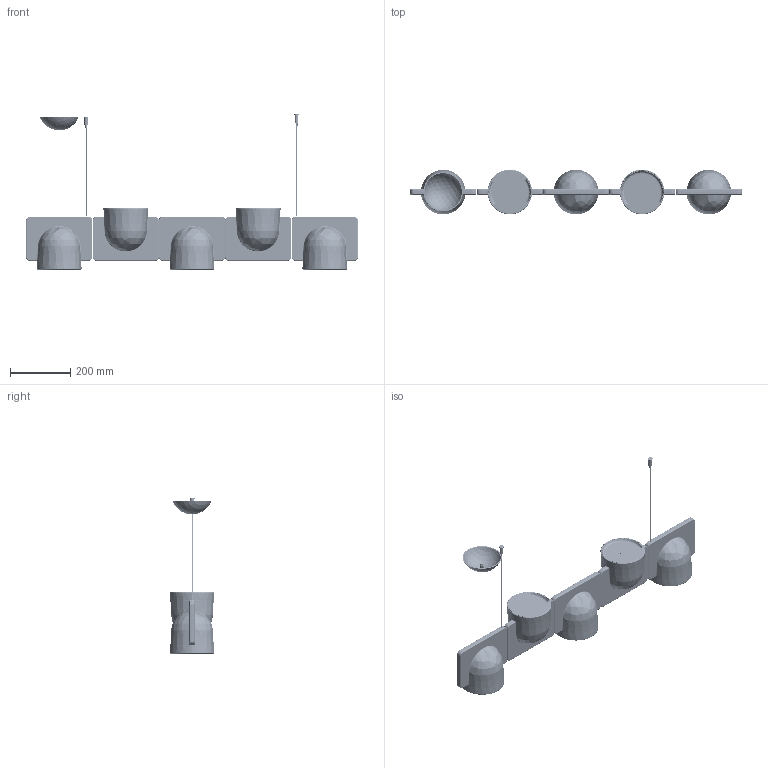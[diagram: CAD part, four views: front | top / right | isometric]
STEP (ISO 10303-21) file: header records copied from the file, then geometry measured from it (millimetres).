
FILE_DESCRIPTION(/* description */ (''),/* implementation_level */ '2;1');
FILE_NAME(/* name */ 'F426990300xxLE.stp',/* time_stamp */ '2020-01-21T10:38:41+01:00',/* author */ ('sghezzi'),/* organization */ (''),/* preprocessor_version */ 'ST-DEVELOPER v17.2',/* originating_system */ 'Autodesk Inventor 2019',/* authorisation */ '');
FILE_SCHEMA (('AUTOMOTIVE_DESIGN { 1 0 10303 214 3 1 1 }'));
Products named in the file (10): F426990300xxLE; 003419604; TIRANTE ACCIAIO_MIR2; 003426800_ITALSTAMP_08_05_2014_MIR4_MIR; 003426800_ITALSTAMP_08_05_2014_MIR4_MIR_MIR_MIR; TIRANTE ACCIAIO_MIR2_MIR5; 003426803; TIRANTE SACLA; 003426800_ITALSTAMP_08_05_2014; 003426800_ITALSTAMP_08_05_2014_MIR5
Assembly tree (20 placements, depth 2):
  F426990300xxLE
    003426800_ITALSTAMP_08_05_2014  x5
    003426803  x5
    003419604
    TIRANTE ACCIAIO_MIR2
    003426800_ITALSTAMP_08_05_2014_MIR4_MIR  x2
    003426800_ITALSTAMP_08_05_2014_MIR4_MIR_MIR_MIR  x2
    TIRANTE ACCIAIO_MIR2_MIR5
    TIRANTE SACLA  x2
    003426800_ITALSTAMP_08_05_2014_MIR5
Bounding box: 1100.03 x 147.51 x 514.09 mm (x, y, z)
Volume: 1849792.3 mm3; surface area: 1383101.9 mm2
Topology: 20 solids, 20 shells, 6729 faces, 18945 edges, 12826 vertices
Faces by surface type: plane 4522, cylinder 927, bspline 595, cone 373, sphere 242, torus 70
Full cylindrical faces by diameter (mm): 2 x3, 2.5 x2, 2.979 x40, 4.171 x120, 4.965 x40, 5.462 x40, 6 x3, 7.944 x40, 12 x2, 16 x2, 140.7 x5
Entity records: 100954 total; most frequent: CARTESIAN_POINT 34865, ORIENTED_EDGE 14192, DIRECTION 13006, EDGE_CURVE 7096, LINE 5000, VECTOR 5000, VERTEX_POINT 4808, AXIS2_PLACEMENT_3D 4003
